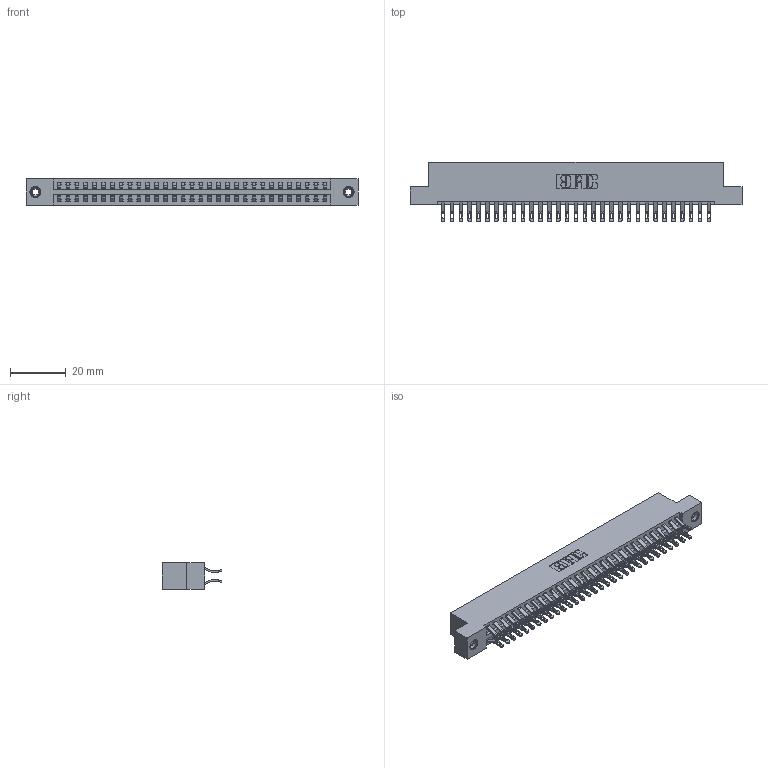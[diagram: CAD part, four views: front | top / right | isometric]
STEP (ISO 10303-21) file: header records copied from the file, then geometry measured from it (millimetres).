
FILE_DESCRIPTION (( 'STEP AP203' ), '1' );
FILE_NAME ('346-062-555-208.STEP', '2018-08-28T07:39:52', ( '' ), ( '' ), 'SwSTEP 2.0', 'SolidWorks 2016', '' );
FILE_SCHEMA (( 'CONFIG_CONTROL_DESIGN' ));
Length unit declared in the file: inch
Products named in the file (4): 346 Part_Flush Mounting Lugs - 0.156 Dia-TI; 345-292-001_555 Tail; 345-250-001_345-250-003-102; 346-062-555-208
Assembly tree (65 placements, depth 2):
  346-062-555-208
    346 Part_Flush Mounting Lugs - 0.156 Dia-TI
    345-292-001_555 Tail  x62
    345-250-001_345-250-003-102  x2
Bounding box: 119 x 21.46 x 9.4 mm (x, y, z)
Volume: 11691.8 mm3; surface area: 16559.3 mm2
Topology: 65 solids, 65 shells, 3778 faces, 11811 edges, 7866 vertices
Faces by surface type: plane 2154, cylinder 1608, cone 12, torus 4
Entity records: 23224 total; most frequent: CARTESIAN_POINT 3861, ORIENTED_EDGE 3758, DIRECTION 3449, EDGE_CURVE 1879, LINE 1583, VECTOR 1583, VERTEX_POINT 1248, AXIS2_PLACEMENT_3D 933
